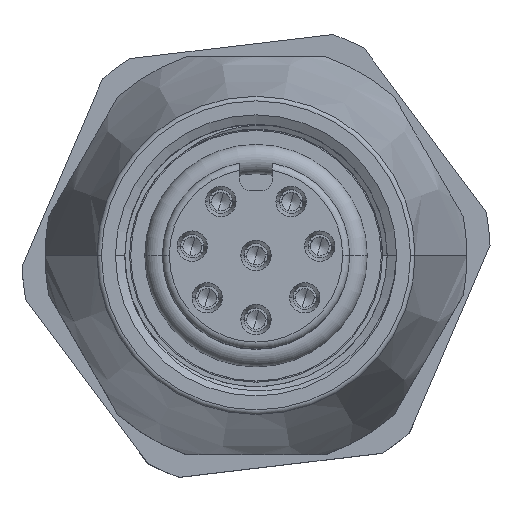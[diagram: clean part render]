
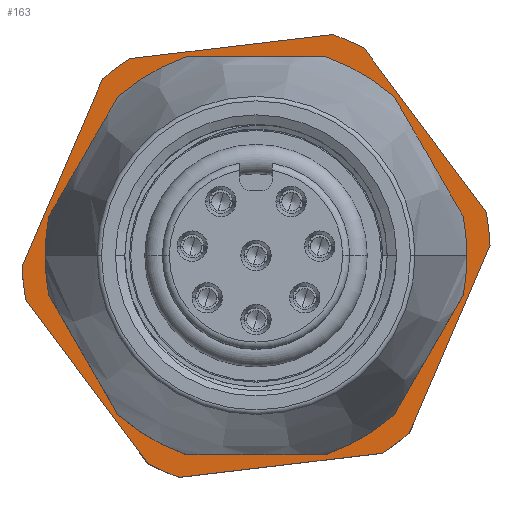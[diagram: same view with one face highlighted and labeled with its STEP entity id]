
A CAD part, top view. The second image highlights one B-rep face of the part: STEP entity #163.
In plain terms, the highlighted planar face has unit normal (0, 0, 1).
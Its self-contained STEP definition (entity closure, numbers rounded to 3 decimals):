
#163 = ADVANCED_FACE ( 'NONE', ( #6696, #6690 ), #5249, .T. ) ;
#300 = VECTOR ( 'NONE', #11155, 1000. ) ;
#311 = VECTOR ( 'NONE', #11150, 1000. ) ;
#313 = LINE ( 'NONE', #11157, #314 ) ;
#314 = VECTOR ( 'NONE', #11159, 1000. ) ;
#315 = LINE ( 'NONE', #11152, #300 ) ;
#832 = VERTEX_POINT ( 'NONE', #5769 ) ;
#860 = VERTEX_POINT ( 'NONE', #5780 ) ;
#906 = VERTEX_POINT ( 'NONE', #5795 ) ;
#980 = ORIENTED_EDGE ( 'NONE', *, *, #7697, .F. ) ;
#995 = ORIENTED_EDGE ( 'NONE', *, *, #7674, .T. ) ;
#997 = ORIENTED_EDGE ( 'NONE', *, *, #7668, .F. ) ;
#999 = VERTEX_POINT ( 'NONE', #5838 ) ;
#1015 = ORIENTED_EDGE ( 'NONE', *, *, #7702, .T. ) ;
#1016 = ORIENTED_EDGE ( 'NONE', *, *, #7692, .T. ) ;
#1029 = VERTEX_POINT ( 'NONE', #5855 ) ;
#1040 = ORIENTED_EDGE ( 'NONE', *, *, #7703, .T. ) ;
#1041 = ORIENTED_EDGE ( 'NONE', *, *, #7682, .T. ) ;
#1044 = ORIENTED_EDGE ( 'NONE', *, *, #7698, .T. ) ;
#1045 = ORIENTED_EDGE ( 'NONE', *, *, #7670, .T. ) ;
#1047 = ORIENTED_EDGE ( 'NONE', *, *, #7700, .T. ) ;
#1048 = ORIENTED_EDGE ( 'NONE', *, *, #7694, .T. ) ;
#1049 = ORIENTED_EDGE ( 'NONE', *, *, #7699, .T. ) ;
#1051 = ORIENTED_EDGE ( 'NONE', *, *, #7680, .T. ) ;
#1057 = ORIENTED_EDGE ( 'NONE', *, *, #7701, .T. ) ;
#1059 = ORIENTED_EDGE ( 'NONE', *, *, #7686, .T. ) ;
#3215 = VECTOR ( 'NONE', #11145, 1000. ) ;
#3216 = LINE ( 'NONE', #11147, #311 ) ;
#3217 = VECTOR ( 'NONE', #11140, 1000. ) ;
#3218 = LINE ( 'NONE', #11142, #3215 ) ;
#3219 = VECTOR ( 'NONE', #11114, 1000. ) ;
#3220 = LINE ( 'NONE', #11137, #3217 ) ;
#3221 = LINE ( 'NONE', #11116, #3219 ) ;
#3226 = CIRCLE ( 'NONE', #7126, 10. ) ;
#3229 = CIRCLE ( 'NONE', #7117, 10. ) ;
#3230 = CIRCLE ( 'NONE', #7083, 7.6 ) ;
#3239 = CIRCLE ( 'NONE', #7135, 10. ) ;
#3244 = CIRCLE ( 'NONE', #7086, 10. ) ;
#3248 = CIRCLE ( 'NONE', #7088, 10. ) ;
#3259 = CIRCLE ( 'NONE', #7092, 10. ) ;
#3265 = CIRCLE ( 'NONE', #7095, 10. ) ;
#3267 = CIRCLE ( 'NONE', #7128, 7.6 ) ;
#3272 = VERTEX_POINT ( 'NONE', #5901 ) ;
#3336 = VERTEX_POINT ( 'NONE', #5993 ) ;
#3355 = VERTEX_POINT ( 'NONE', #6017 ) ;
#3357 = VERTEX_POINT ( 'NONE', #6019 ) ;
#3359 = VERTEX_POINT ( 'NONE', #6021 ) ;
#3360 = VERTEX_POINT ( 'NONE', #6022 ) ;
#3372 = VERTEX_POINT ( 'NONE', #6036 ) ;
#3375 = VERTEX_POINT ( 'NONE', #6039 ) ;
#3382 = VERTEX_POINT ( 'NONE', #6049 ) ;
#3388 = VERTEX_POINT ( 'NONE', #6056 ) ;
#5249 = PLANE ( 'NONE',  #7066 ) ;
#5252 = CARTESIAN_POINT ( 'NONE',  ( 0., 0., 2.8 ) ) ;
#5257 = DIRECTION ( 'NONE',  ( 0., 0., 1. ) ) ;
#5258 = DIRECTION ( 'NONE',  ( 1., 0., 0. ) ) ;
#5769 = CARTESIAN_POINT ( 'NONE',  ( -9.974, -0.725, 2.8 ) ) ;
#5780 = CARTESIAN_POINT ( 'NONE',  ( -9.974, 0.725, 2.8 ) ) ;
#5795 = CARTESIAN_POINT ( 'NONE',  ( 9.974, -0.725, 2.8 ) ) ;
#5838 = CARTESIAN_POINT ( 'NONE',  ( -7.6, 0., 2.8 ) ) ;
#5855 = CARTESIAN_POINT ( 'NONE',  ( 7.6, 0., 2.8 ) ) ;
#5901 = CARTESIAN_POINT ( 'NONE',  ( 5.615, 8.275, 2.8 ) ) ;
#5993 = CARTESIAN_POINT ( 'NONE',  ( -10., 0., 2.8 ) ) ;
#6017 = CARTESIAN_POINT ( 'NONE',  ( 5.615, -8.275, 2.8 ) ) ;
#6019 = CARTESIAN_POINT ( 'NONE',  ( -5.615, 8.275, 2.8 ) ) ;
#6021 = CARTESIAN_POINT ( 'NONE',  ( -5.615, -8.275, 2.8 ) ) ;
#6022 = CARTESIAN_POINT ( 'NONE',  ( -4.359, 9., 2.8 ) ) ;
#6036 = CARTESIAN_POINT ( 'NONE',  ( 4.359, 9., 2.8 ) ) ;
#6039 = CARTESIAN_POINT ( 'NONE',  ( -4.359, -9., 2.8 ) ) ;
#6049 = CARTESIAN_POINT ( 'NONE',  ( 4.359, -9., 2.8 ) ) ;
#6056 = CARTESIAN_POINT ( 'NONE',  ( 9.974, 0.725, 2.8 ) ) ;
#6690 = FACE_OUTER_BOUND ( 'NONE', #8438, .T. ) ;
#6696 = FACE_BOUND ( 'NONE', #8424, .T. ) ;
#7066 = AXIS2_PLACEMENT_3D ( 'NONE', #5252, #5257, #5258 ) ;
#7083 = AXIS2_PLACEMENT_3D ( 'NONE', #11129, #11132, #11134 ) ;
#7086 = AXIS2_PLACEMENT_3D ( 'NONE', #11028, #11030, #11032 ) ;
#7088 = AXIS2_PLACEMENT_3D ( 'NONE', #11017, #11019, #11021 ) ;
#7092 = AXIS2_PLACEMENT_3D ( 'NONE', #10976, #10978, #10980 ) ;
#7095 = AXIS2_PLACEMENT_3D ( 'NONE', #10951, #10953, #10955 ) ;
#7117 = AXIS2_PLACEMENT_3D ( 'NONE', #11095, #11097, #11099 ) ;
#7126 = AXIS2_PLACEMENT_3D ( 'NONE', #11106, #11108, #11110 ) ;
#7128 = AXIS2_PLACEMENT_3D ( 'NONE', #10937, #10939, #10941 ) ;
#7135 = AXIS2_PLACEMENT_3D ( 'NONE', #11054, #11056, #11058 ) ;
#7668 = EDGE_CURVE ( 'NONE', #999, #1029, #3267, .T. ) ;
#7670 = EDGE_CURVE ( 'NONE', #3336, #832, #3265, .T. ) ;
#7674 = EDGE_CURVE ( 'NONE', #860, #3336, #3259, .T. ) ;
#7680 = EDGE_CURVE ( 'NONE', #3359, #3375, #3248, .T. ) ;
#7682 = EDGE_CURVE ( 'NONE', #3360, #3357, #3244, .T. ) ;
#7686 = EDGE_CURVE ( 'NONE', #906, #3388, #3239, .T. ) ;
#7692 = EDGE_CURVE ( 'NONE', #3272, #3372, #3229, .T. ) ;
#7694 = EDGE_CURVE ( 'NONE', #3382, #3355, #3226, .T. ) ;
#7697 = EDGE_CURVE ( 'NONE', #1029, #999, #3230, .T. ) ;
#7698 = EDGE_CURVE ( 'NONE', #832, #3359, #3221, .T. ) ;
#7699 = EDGE_CURVE ( 'NONE', #3375, #3382, #3220, .T. ) ;
#7700 = EDGE_CURVE ( 'NONE', #3355, #906, #3218, .T. ) ;
#7701 = EDGE_CURVE ( 'NONE', #3388, #3272, #3216, .T. ) ;
#7702 = EDGE_CURVE ( 'NONE', #3372, #3360, #315, .T. ) ;
#7703 = EDGE_CURVE ( 'NONE', #3357, #860, #313, .T. ) ;
#8424 = EDGE_LOOP ( 'NONE', ( #980, #997 ) ) ;
#8438 = EDGE_LOOP ( 'NONE', ( #995, #1045, #1044, #1051, #1049, #1048, #1047, #1059, #1057, #1016, #1015, #1041, #1040 ) ) ;
#10937 = CARTESIAN_POINT ( 'NONE',  ( 0., 0., 2.8 ) ) ;
#10939 = DIRECTION ( 'NONE',  ( 0., 0., 1. ) ) ;
#10941 = DIRECTION ( 'NONE',  ( 1., 0., 0. ) ) ;
#10951 = CARTESIAN_POINT ( 'NONE',  ( 0., 0., 2.8 ) ) ;
#10953 = DIRECTION ( 'NONE',  ( 0., 0., 1. ) ) ;
#10955 = DIRECTION ( 'NONE',  ( 1., 0., 0. ) ) ;
#10976 = CARTESIAN_POINT ( 'NONE',  ( 0., 0., 2.8 ) ) ;
#10978 = DIRECTION ( 'NONE',  ( 0., 0., 1. ) ) ;
#10980 = DIRECTION ( 'NONE',  ( 1., 0., 0. ) ) ;
#11017 = CARTESIAN_POINT ( 'NONE',  ( 0., 0., 2.8 ) ) ;
#11019 = DIRECTION ( 'NONE',  ( 0., 0., 1. ) ) ;
#11021 = DIRECTION ( 'NONE',  ( 1., 0., 0. ) ) ;
#11028 = CARTESIAN_POINT ( 'NONE',  ( 0., 0., 2.8 ) ) ;
#11030 = DIRECTION ( 'NONE',  ( 0., 0., 1. ) ) ;
#11032 = DIRECTION ( 'NONE',  ( 1., 0., 0. ) ) ;
#11054 = CARTESIAN_POINT ( 'NONE',  ( 0., 0., 2.8 ) ) ;
#11056 = DIRECTION ( 'NONE',  ( 0., 0., 1. ) ) ;
#11058 = DIRECTION ( 'NONE',  ( 1., 0., 0. ) ) ;
#11095 = CARTESIAN_POINT ( 'NONE',  ( 0., 0., 2.8 ) ) ;
#11097 = DIRECTION ( 'NONE',  ( 0., 0., 1. ) ) ;
#11099 = DIRECTION ( 'NONE',  ( 1., 0., 0. ) ) ;
#11106 = CARTESIAN_POINT ( 'NONE',  ( 0., 0., 2.8 ) ) ;
#11108 = DIRECTION ( 'NONE',  ( 0., 0., 1. ) ) ;
#11110 = DIRECTION ( 'NONE',  ( 1., 0., 0. ) ) ;
#11114 = DIRECTION ( 'NONE',  ( 0.5, -0.866, 0. ) ) ;
#11116 = CARTESIAN_POINT ( 'NONE',  ( -16.835, 11.16, 2.8 ) ) ;
#11129 = CARTESIAN_POINT ( 'NONE',  ( 0., 0., 2.8 ) ) ;
#11132 = DIRECTION ( 'NONE',  ( 0., 0., 1. ) ) ;
#11134 = DIRECTION ( 'NONE',  ( 1., 0., 0. ) ) ;
#11137 = CARTESIAN_POINT ( 'NONE',  ( -18.082, -9., 2.8 ) ) ;
#11140 = DIRECTION ( 'NONE',  ( 1., 0., 0. ) ) ;
#11142 = CARTESIAN_POINT ( 'NONE',  ( 16.835, 11.16, 2.8 ) ) ;
#11145 = DIRECTION ( 'NONE',  ( 0.5, 0.866, 0. ) ) ;
#11147 = CARTESIAN_POINT ( 'NONE',  ( -1.247, 20.16, 2.8 ) ) ;
#11150 = DIRECTION ( 'NONE',  ( -0.5, 0.866, 0. ) ) ;
#11152 = CARTESIAN_POINT ( 'NONE',  ( -18.082, 9., 2.8 ) ) ;
#11155 = DIRECTION ( 'NONE',  ( -1., 0., 0. ) ) ;
#11157 = CARTESIAN_POINT ( 'NONE',  ( 1.247, 20.16, 2.8 ) ) ;
#11159 = DIRECTION ( 'NONE',  ( -0.5, -0.866, 0. ) ) ;
